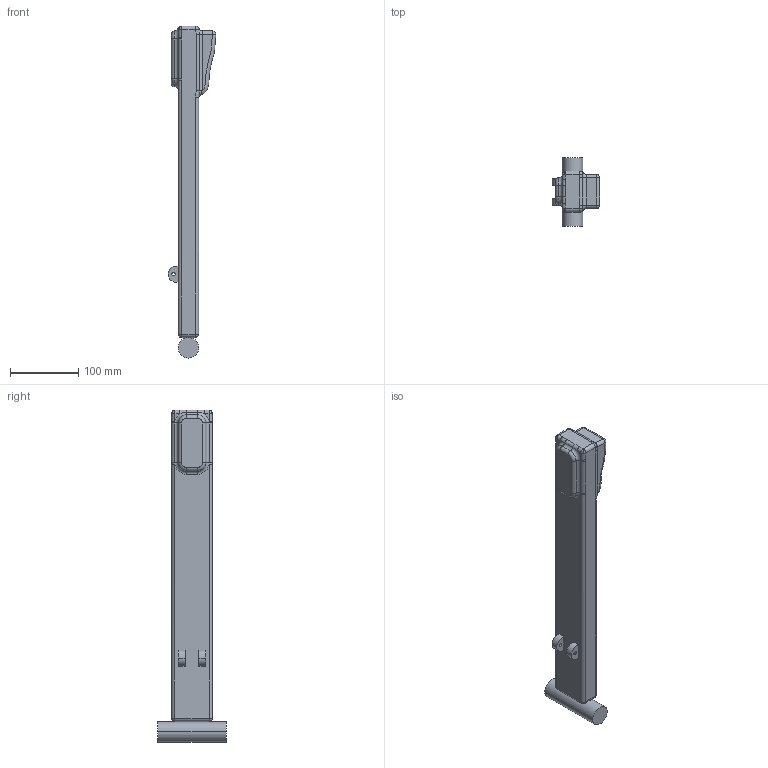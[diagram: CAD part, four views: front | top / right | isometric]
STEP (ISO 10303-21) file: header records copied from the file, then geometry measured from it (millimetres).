
FILE_DESCRIPTION (( 'STEP AP214' ), '1' );
FILE_NAME ('Superior.STEP', '2025-01-24T00:06:11', ( '' ), ( '' ), 'SwSTEP 2.0', 'SolidWorks 2024', '' );
FILE_SCHEMA (( 'AUTOMOTIVE_DESIGN' ));
Length unit declared in the file: millimetre
Products named in the file (1): Superior
Bounding box: 69.66 x 100 x 487.2 mm (x, y, z)
Volume: 1008965.6 mm3; surface area: 99352.6 mm2
Topology: 2 solids, 2 shells, 103 faces, 230 edges, 125 vertices
Faces by surface type: cylinder 45, plane 18, bspline 17, sphere 13, torus 10
Entity records: 5429 total; most frequent: CARTESIAN_POINT 3276, ORIENTED_EDGE 440, DIRECTION 434, EDGE_CURVE 220, AXIS2_PLACEMENT_3D 179, VERTEX_POINT 124, EDGE_LOOP 108, ADVANCED_FACE 102
